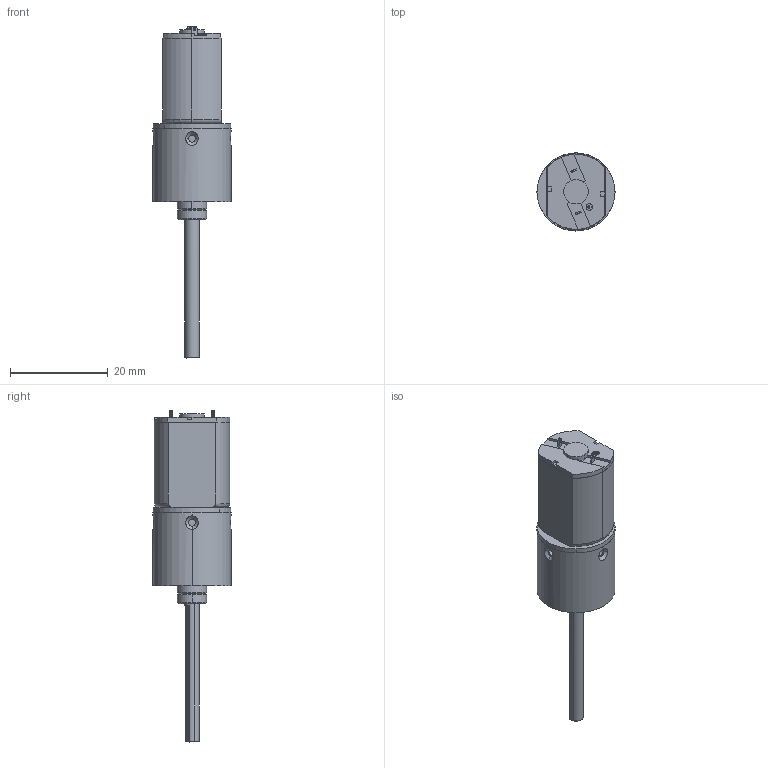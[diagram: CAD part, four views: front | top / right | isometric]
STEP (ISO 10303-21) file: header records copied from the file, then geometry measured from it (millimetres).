
FILE_DESCRIPTION (( 'STEP AP203' ), '1' );
FILE_NAME ('Repeat Drive Brushed.STEP', '2023-05-18T14:27:45', ( '' ), ( '' ), 'SwSTEP 2.0', 'SolidWorks 2021', '' );
FILE_SCHEMA (( 'CONFIG_CONTROL_DESIGN' ));
Products named in the file (1): Repeat Drive Brushed
Bounding box: 16 x 16 x 68.1 mm (x, y, z)
Volume: 5361.2 mm3; surface area: 5305.9 mm2
Topology: 8 solids, 8 shells, 981 faces, 2557 edges, 1613 vertices
Faces by surface type: plane 498, cylinder 295, bspline 112, cone 71, torus 5
Entity records: 40742 total; most frequent: CARTESIAN_POINT 16727, ORIENTED_EDGE 5102, DIRECTION 4905, EDGE_CURVE 2551, AXIS2_PLACEMENT_3D 1745, VERTEX_POINT 1613, LINE 1415, VECTOR 1415
